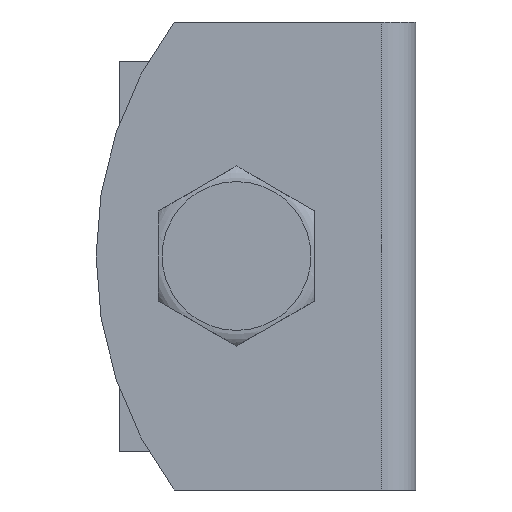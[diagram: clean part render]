
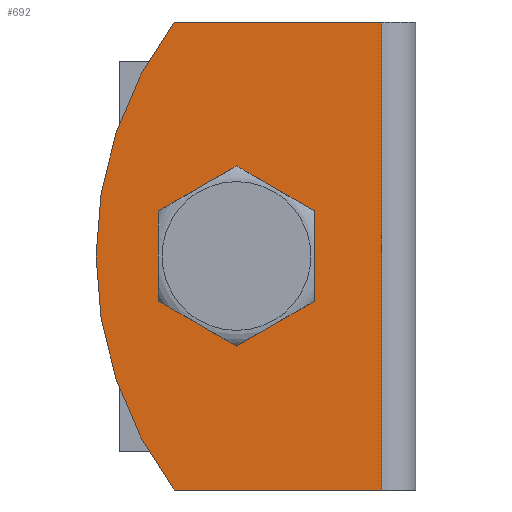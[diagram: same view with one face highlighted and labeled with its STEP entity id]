
A CAD part, front view. The second image highlights one B-rep face of the part: STEP entity #692.
In plain terms, the highlighted planar face has unit normal (0, -1, 0).
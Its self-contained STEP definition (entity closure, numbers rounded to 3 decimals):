
#44=FACE_BOUND('',#130,.T.);
#60=CIRCLE('',#824,25.);
#61=CIRCLE('',#826,3.25);
#89=FACE_OUTER_BOUND('',#129,.T.);
#129=EDGE_LOOP('',(#523,#524,#525,#526));
#130=EDGE_LOOP('',(#527));
#167=LINE('',#1091,#236);
#197=LINE('',#1161,#266);
#198=LINE('',#1162,#267);
#236=VECTOR('',#888,10.);
#266=VECTOR('',#952,10.);
#267=VECTOR('',#953,10.);
#305=VERTEX_POINT('',#1088);
#306=VERTEX_POINT('',#1090);
#326=VERTEX_POINT('',#1150);
#327=VERTEX_POINT('',#1154);
#329=VERTEX_POINT('',#1160);
#369=EDGE_CURVE('',#306,#305,#167,.T.);
#399=EDGE_CURVE('',#326,#306,#60,.T.);
#401=EDGE_CURVE('',#327,#327,#61,.T.);
#404=EDGE_CURVE('',#305,#329,#197,.T.);
#405=EDGE_CURVE('',#329,#326,#198,.T.);
#523=ORIENTED_EDGE('',*,*,#399,.T.);
#524=ORIENTED_EDGE('',*,*,#369,.T.);
#525=ORIENTED_EDGE('',*,*,#404,.T.);
#526=ORIENTED_EDGE('',*,*,#405,.T.);
#527=ORIENTED_EDGE('',*,*,#401,.T.);
#659=PLANE('',#828);
#692=ADVANCED_FACE('',(#89,#44),#659,.T.);
#824=AXIS2_PLACEMENT_3D('',#1151,#940,#941);
#826=AXIS2_PLACEMENT_3D('',#1155,#945,#946);
#828=AXIS2_PLACEMENT_3D('',#1159,#950,#951);
#888=DIRECTION('',(1.,0.,0.));
#940=DIRECTION('center_axis',(0.,-1.,0.));
#941=DIRECTION('ref_axis',(-0.8,0.,0.6));
#945=DIRECTION('center_axis',(0.,1.,0.));
#946=DIRECTION('ref_axis',(-1.,0.,0.));
#950=DIRECTION('center_axis',(0.,-1.,0.));
#951=DIRECTION('ref_axis',(0.,0.,-1.));
#952=DIRECTION('',(0.,0.,1.));
#953=DIRECTION('',(-1.,0.,0.));
#1088=CARTESIAN_POINT('',(18.086,-3.083,0.));
#1090=CARTESIAN_POINT('',(4.786,-3.083,0.));
#1091=CARTESIAN_POINT('',(-0.214,-3.083,0.));
#1150=CARTESIAN_POINT('',(4.786,-3.083,30.));
#1151=CARTESIAN_POINT('Origin',(24.786,-3.083,15.));
#1154=CARTESIAN_POINT('',(12.036,-3.083,15.));
#1155=CARTESIAN_POINT('Origin',(8.786,-3.083,15.));
#1159=CARTESIAN_POINT('Origin',(18.086,-3.083,0.));
#1160=CARTESIAN_POINT('',(18.086,-3.083,30.));
#1161=CARTESIAN_POINT('',(18.086,-3.083,0.));
#1162=CARTESIAN_POINT('',(-0.214,-3.083,30.));
